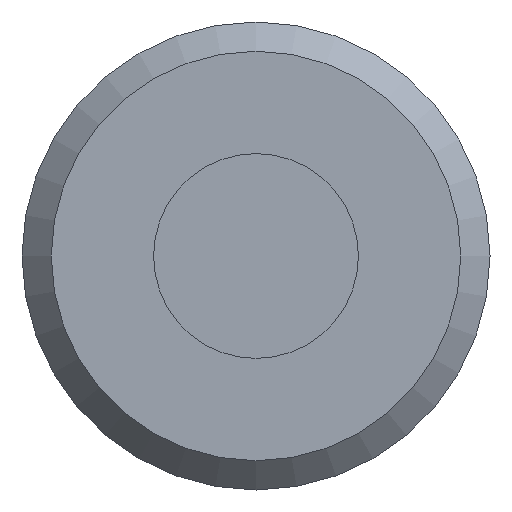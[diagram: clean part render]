
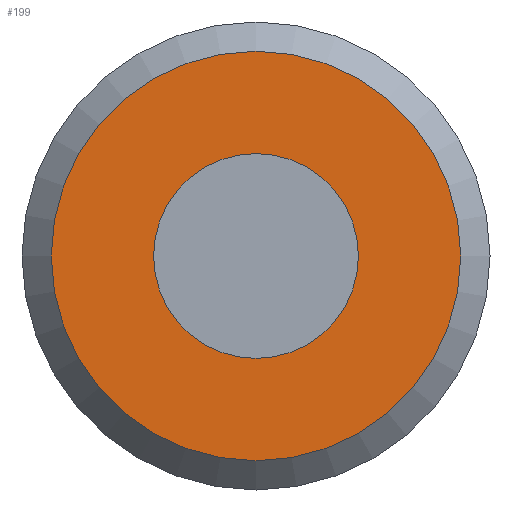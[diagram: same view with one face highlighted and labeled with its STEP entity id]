
A CAD part, front view. The second image highlights one B-rep face of the part: STEP entity #199.
In plain terms, the highlighted planar face has unit normal (0, -1, 0).
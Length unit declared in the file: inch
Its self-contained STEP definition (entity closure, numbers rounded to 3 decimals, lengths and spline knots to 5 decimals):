
#3 = ORIENTED_EDGE ( 'NONE', *, *, #221, .F. ) ;
#9 = CARTESIAN_POINT ( 'NONE',  ( 0., -1.77165, 0. ) ) ;
#23 = VERTEX_POINT ( 'NONE', #103 ) ;
#78 = CARTESIAN_POINT ( 'NONE',  ( -0.10335, -1.77165, 0. ) ) ;
#96 = DIRECTION ( 'NONE',  ( 0., 0., 1. ) ) ;
#98 = DIRECTION ( 'NONE',  ( 0., 1., 0. ) ) ;
#103 = CARTESIAN_POINT ( 'NONE',  ( 0., -1.77165, 0.1378 ) ) ;
#115 = DIRECTION ( 'NONE',  ( 0., 0., -1. ) ) ;
#138 = AXIS2_PLACEMENT_3D ( 'NONE', #78, #226, #115 ) ;
#178 = EDGE_LOOP ( 'NONE', ( #3 ) ) ;
#182 = CIRCLE ( 'NONE', #228, 0.1378 ) ;
#188 = PLANE ( 'NONE',  #138 ) ;
#199 = ADVANCED_FACE ( 'NONE', ( #233 ), #188, .T. ) ;
#221 = EDGE_CURVE ( 'NONE', #23, #23, #182, .T. ) ;
#226 = DIRECTION ( 'NONE',  ( 0., -1., 0. ) ) ;
#228 = AXIS2_PLACEMENT_3D ( 'NONE', #9, #98, #96 ) ;
#233 = FACE_OUTER_BOUND ( 'NONE', #178, .T. ) ;
